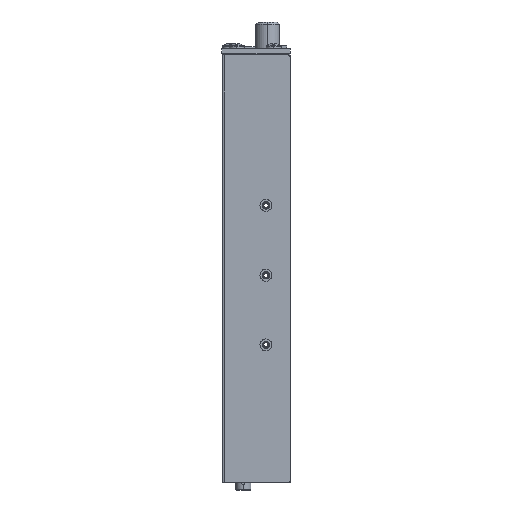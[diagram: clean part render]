
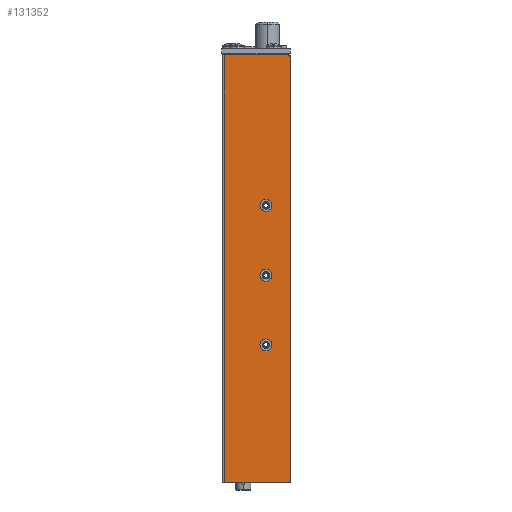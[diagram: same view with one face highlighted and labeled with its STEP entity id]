
A CAD part, left-side view. The second image highlights one B-rep face of the part: STEP entity #131352.
In plain terms, the highlighted face is planar.
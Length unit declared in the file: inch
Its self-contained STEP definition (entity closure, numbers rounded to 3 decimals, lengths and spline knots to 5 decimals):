
#1051 = CARTESIAN_POINT ( 'NONE',  ( 1.59105, -3.5, -1.0955 ) ) ;
#2767 = VERTEX_POINT ( 'NONE', #196747 ) ;
#3815 = EDGE_CURVE ( 'NONE', #91783, #21324, #198063, .T. ) ;
#6242 = EDGE_LOOP ( 'NONE', ( #194438, #91790, #89383, #194624, #202840, #45181 ) ) ;
#8183 = LINE ( 'NONE', #24581, #196238 ) ;
#14210 = CARTESIAN_POINT ( 'NONE',  ( -5.30295, -3.5, -1.705 ) ) ;
#17145 = ORIENTED_EDGE ( 'NONE', *, *, #180587, .F. ) ;
#17762 = DIRECTION ( 'NONE',  ( 0., 0., -1. ) ) ;
#21324 = VERTEX_POINT ( 'NONE', #162865 ) ;
#21605 = EDGE_CURVE ( 'NONE', #202759, #168862, #143941, .T. ) ;
#24581 = CARTESIAN_POINT ( 'NONE',  ( 0., -3.5, -1.705 ) ) ;
#24929 = AXIS2_PLACEMENT_3D ( 'NONE', #53406, #70988, #35874 ) ;
#25277 = CARTESIAN_POINT ( 'NONE',  ( -5.36295, -3.5, -0.046 ) ) ;
#25414 = VERTEX_POINT ( 'NONE', #108300 ) ;
#26277 = AXIS2_PLACEMENT_3D ( 'NONE', #69739, #155293, #170651 ) ;
#26512 = LINE ( 'NONE', #210714, #26871 ) ;
#26871 = VECTOR ( 'NONE', #127375, 39.37008 ) ;
#30076 = EDGE_CURVE ( 'NONE', #25414, #168039, #127532, .T. ) ;
#33427 = EDGE_CURVE ( 'NONE', #36986, #25414, #173491, .T. ) ;
#35874 = DIRECTION ( 'NONE',  ( 0., 0., 1. ) ) ;
#35957 = ORIENTED_EDGE ( 'NONE', *, *, #120853, .F. ) ;
#36986 = VERTEX_POINT ( 'NONE', #140357 ) ;
#42023 = DIRECTION ( 'NONE',  ( 0., 0., 1. ) ) ;
#43233 = VECTOR ( 'NONE', #42023, 39.37008 ) ;
#45181 = ORIENTED_EDGE ( 'NONE', *, *, #108535, .T. ) ;
#50399 = VECTOR ( 'NONE', #141790, 39.37008 ) ;
#51732 = CARTESIAN_POINT ( 'NONE',  ( -1.90895, -3.5, -1.0955 ) ) ;
#52333 = FACE_BOUND ( 'NONE', #131834, .T. ) ;
#53406 = CARTESIAN_POINT ( 'NONE',  ( 0., -3.5, 0. ) ) ;
#57426 = CIRCLE ( 'NONE', #179993, 0.15 ) ;
#57940 = AXIS2_PLACEMENT_3D ( 'NONE', #203596, #135631, #183917 ) ;
#60024 = CARTESIAN_POINT ( 'NONE',  ( 1.59105, -3.5, -1.2455 ) ) ;
#61345 = CIRCLE ( 'NONE', #26277, 0.15 ) ;
#62636 = ORIENTED_EDGE ( 'NONE', *, *, #209733, .F. ) ;
#63427 = CIRCLE ( 'NONE', #168502, 0.15 ) ;
#69278 = CARTESIAN_POINT ( 'NONE',  ( -0.15895, -3.5, -1.0955 ) ) ;
#69739 = CARTESIAN_POINT ( 'NONE',  ( 1.59105, -3.5, -1.0955 ) ) ;
#70988 = DIRECTION ( 'NONE',  ( 0., 1., 0. ) ) ;
#73121 = DIRECTION ( 'NONE',  ( 0., -1., 0. ) ) ;
#85284 = FACE_BOUND ( 'NONE', #177271, .T. ) ;
#87642 = EDGE_LOOP ( 'NONE', ( #62636, #130061 ) ) ;
#87879 = DIRECTION ( 'NONE',  ( 0., 0., -1. ) ) ;
#89383 = ORIENTED_EDGE ( 'NONE', *, *, #30076, .T. ) ;
#91145 = VERTEX_POINT ( 'NONE', #60024 ) ;
#91714 = CARTESIAN_POINT ( 'NONE',  ( 1.59105, -3.5, -0.9455 ) ) ;
#91783 = VERTEX_POINT ( 'NONE', #136641 ) ;
#91790 = ORIENTED_EDGE ( 'NONE', *, *, #33427, .T. ) ;
#92525 = CARTESIAN_POINT ( 'NONE',  ( 5.36295, -3.5, 0. ) ) ;
#95808 = CARTESIAN_POINT ( 'NONE',  ( -5.30295, -3.5, -1.645 ) ) ;
#98456 = CARTESIAN_POINT ( 'NONE',  ( -5.36295, -3.5, -1.645 ) ) ;
#99037 = AXIS2_PLACEMENT_3D ( 'NONE', #99245, #149671, #101404 ) ;
#99245 = CARTESIAN_POINT ( 'NONE',  ( -0.15895, -3.5, -1.0955 ) ) ;
#99734 = AXIS2_PLACEMENT_3D ( 'NONE', #95808, #73121, #127571 ) ;
#99796 = DIRECTION ( 'NONE',  ( 0., 0., -1. ) ) ;
#101404 = DIRECTION ( 'NONE',  ( 0., 0., -1. ) ) ;
#102071 = DIRECTION ( 'NONE',  ( 0., -1., 0. ) ) ;
#103931 = FACE_OUTER_BOUND ( 'NONE', #6242, .T. ) ;
#104269 = VERTEX_POINT ( 'NONE', #91714 ) ;
#108300 = CARTESIAN_POINT ( 'NONE',  ( 5.36295, -3.5, -1.645 ) ) ;
#108535 = EDGE_CURVE ( 'NONE', #168862, #178936, #152200, .T. ) ;
#110920 = EDGE_CURVE ( 'NONE', #202759, #168039, #26512, .T. ) ;
#118502 = CARTESIAN_POINT ( 'NONE',  ( -1.90895, -3.5, -1.0955 ) ) ;
#120853 = EDGE_CURVE ( 'NONE', #104269, #91145, #61345, .T. ) ;
#126529 = DIRECTION ( 'NONE',  ( 1., 0., 0. ) ) ;
#127276 = VERTEX_POINT ( 'NONE', #196821 ) ;
#127375 = DIRECTION ( 'NONE',  ( 1., 0., 0. ) ) ;
#127532 = LINE ( 'NONE', #92525, #43233 ) ;
#127571 = DIRECTION ( 'NONE',  ( 0., 0., 1. ) ) ;
#130061 = ORIENTED_EDGE ( 'NONE', *, *, #3815, .F. ) ;
#131352 = ADVANCED_FACE ( 'NONE', ( #136759, #52333, #85284, #103931 ), #188261, .F. ) ;
#131834 = EDGE_LOOP ( 'NONE', ( #212895, #35957 ) ) ;
#135631 = DIRECTION ( 'NONE',  ( 0., -1., 0. ) ) ;
#136641 = CARTESIAN_POINT ( 'NONE',  ( -1.90895, -3.5, -0.9455 ) ) ;
#136759 = FACE_BOUND ( 'NONE', #87642, .T. ) ;
#137240 = DIRECTION ( 'NONE',  ( 0., -1., 0. ) ) ;
#139644 = EDGE_CURVE ( 'NONE', #91145, #104269, #63427, .T. ) ;
#140357 = CARTESIAN_POINT ( 'NONE',  ( 5.30295, -3.5, -1.705 ) ) ;
#141790 = DIRECTION ( 'NONE',  ( 0., 0., -1. ) ) ;
#143509 = EDGE_CURVE ( 'NONE', #127276, #2767, #57426, .T. ) ;
#143941 = LINE ( 'NONE', #193249, #50399 ) ;
#147403 = EDGE_CURVE ( 'NONE', #178936, #36986, #8183, .T. ) ;
#149671 = DIRECTION ( 'NONE',  ( 0., -1., 0. ) ) ;
#152200 = CIRCLE ( 'NONE', #99734, 0.06 ) ;
#155293 = DIRECTION ( 'NONE',  ( 0., -1., 0. ) ) ;
#155518 = CIRCLE ( 'NONE', #183443, 0.15 ) ;
#162865 = CARTESIAN_POINT ( 'NONE',  ( -1.90895, -3.5, -1.2455 ) ) ;
#166578 = AXIS2_PLACEMENT_3D ( 'NONE', #118502, #102071, #168980 ) ;
#168039 = VERTEX_POINT ( 'NONE', #216205 ) ;
#168502 = AXIS2_PLACEMENT_3D ( 'NONE', #1051, #200598, #99796 ) ;
#168862 = VERTEX_POINT ( 'NONE', #98456 ) ;
#168980 = DIRECTION ( 'NONE',  ( 0., 0., -1. ) ) ;
#169389 = ORIENTED_EDGE ( 'NONE', *, *, #143509, .F. ) ;
#170651 = DIRECTION ( 'NONE',  ( 0., 0., -1. ) ) ;
#173491 = CIRCLE ( 'NONE', #57940, 0.06 ) ;
#177271 = EDGE_LOOP ( 'NONE', ( #169389, #17145 ) ) ;
#178936 = VERTEX_POINT ( 'NONE', #14210 ) ;
#179993 = AXIS2_PLACEMENT_3D ( 'NONE', #69278, #137240, #87879 ) ;
#180587 = EDGE_CURVE ( 'NONE', #2767, #127276, #197110, .T. ) ;
#183443 = AXIS2_PLACEMENT_3D ( 'NONE', #51732, #199782, #17762 ) ;
#183917 = DIRECTION ( 'NONE',  ( 0., 0., 1. ) ) ;
#188261 = PLANE ( 'NONE',  #24929 ) ;
#193249 = CARTESIAN_POINT ( 'NONE',  ( -5.36295, -3.5, 0. ) ) ;
#194438 = ORIENTED_EDGE ( 'NONE', *, *, #147403, .T. ) ;
#194624 = ORIENTED_EDGE ( 'NONE', *, *, #110920, .F. ) ;
#196238 = VECTOR ( 'NONE', #126529, 39.37008 ) ;
#196747 = CARTESIAN_POINT ( 'NONE',  ( -0.15895, -3.5, -0.9455 ) ) ;
#196821 = CARTESIAN_POINT ( 'NONE',  ( -0.15895, -3.5, -1.2455 ) ) ;
#197110 = CIRCLE ( 'NONE', #99037, 0.15 ) ;
#198063 = CIRCLE ( 'NONE', #166578, 0.15 ) ;
#199782 = DIRECTION ( 'NONE',  ( 0., -1., 0. ) ) ;
#200598 = DIRECTION ( 'NONE',  ( 0., -1., 0. ) ) ;
#202759 = VERTEX_POINT ( 'NONE', #25277 ) ;
#202840 = ORIENTED_EDGE ( 'NONE', *, *, #21605, .T. ) ;
#203596 = CARTESIAN_POINT ( 'NONE',  ( 5.30295, -3.5, -1.645 ) ) ;
#209733 = EDGE_CURVE ( 'NONE', #21324, #91783, #155518, .T. ) ;
#210714 = CARTESIAN_POINT ( 'NONE',  ( 5.36295, -3.5, -0.046 ) ) ;
#212895 = ORIENTED_EDGE ( 'NONE', *, *, #139644, .F. ) ;
#216205 = CARTESIAN_POINT ( 'NONE',  ( 5.36295, -3.5, -0.046 ) ) ;
